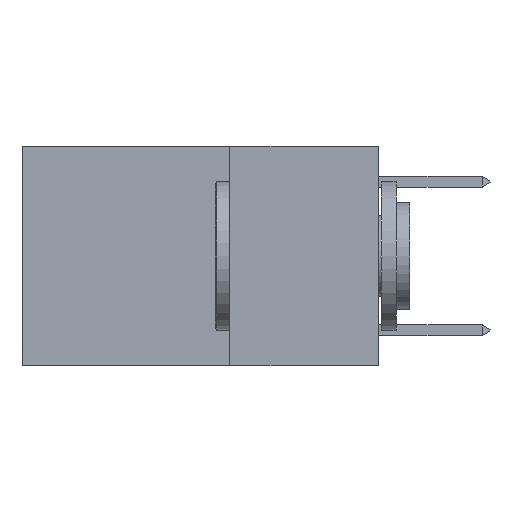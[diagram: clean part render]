
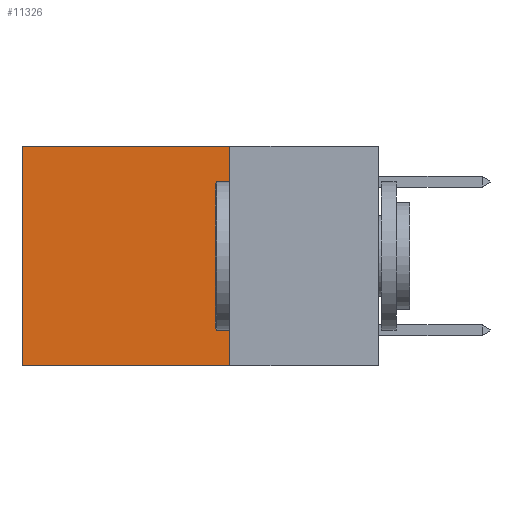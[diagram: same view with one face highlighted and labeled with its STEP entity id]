
A CAD part, left-side view. The second image highlights one B-rep face of the part: STEP entity #11326.
In plain terms, the highlighted planar face has unit normal (-1, 0, 0).
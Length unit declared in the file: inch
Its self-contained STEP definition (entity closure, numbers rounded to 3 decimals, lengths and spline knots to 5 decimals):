
#354 = ORIENTED_EDGE ( 'NONE', *, *, #27933, .F. ) ;
#991 = ORIENTED_EDGE ( 'NONE', *, *, #7651, .T. ) ;
#1602 = CARTESIAN_POINT ( 'NONE',  ( 0.2625, 0.6, 0. ) ) ;
#1772 = LINE ( 'NONE', #24196, #8864 ) ;
#2464 = FACE_OUTER_BOUND ( 'NONE', #10705, .T. ) ;
#2610 = DIRECTION ( 'NONE',  ( 0., 0., -1. ) ) ;
#4098 = LINE ( 'NONE', #13398, #19364 ) ;
#6811 = EDGE_CURVE ( 'NONE', #8363, #28236, #7418, .T. ) ;
#7360 = DIRECTION ( 'NONE',  ( 1., 0., 0. ) ) ;
#7418 = LINE ( 'NONE', #23157, #7429 ) ;
#7429 = VECTOR ( 'NONE', #14043, 39.37008 ) ;
#7651 = EDGE_CURVE ( 'NONE', #25263, #12403, #4098, .T. ) ;
#8363 = VERTEX_POINT ( 'NONE', #12648 ) ;
#8864 = VECTOR ( 'NONE', #17269, 39.37008 ) ;
#8965 = LINE ( 'NONE', #20592, #17958 ) ;
#8972 = DIRECTION ( 'NONE',  ( 0., 0., -1. ) ) ;
#9122 = DIRECTION ( 'NONE',  ( 0., 1., 0. ) ) ;
#10705 = EDGE_LOOP ( 'NONE', ( #991, #354, #12110, #15271 ) ) ;
#10847 = CARTESIAN_POINT ( 'NONE',  ( 0.2625, 0.25, -0.37 ) ) ;
#11326 = ADVANCED_FACE ( 'NONE', ( #2464 ), #11496, .F. ) ;
#11496 = PLANE ( 'NONE',  #26993 ) ;
#12110 = ORIENTED_EDGE ( 'NONE', *, *, #6811, .F. ) ;
#12403 = VERTEX_POINT ( 'NONE', #27211 ) ;
#12648 = CARTESIAN_POINT ( 'NONE',  ( 0.2625, 0.25, 0. ) ) ;
#13398 = CARTESIAN_POINT ( 'NONE',  ( 0.2625, 0.6, 0. ) ) ;
#14043 = DIRECTION ( 'NONE',  ( 0., 0., -1. ) ) ;
#15271 = ORIENTED_EDGE ( 'NONE', *, *, #23315, .T. ) ;
#17269 = DIRECTION ( 'NONE',  ( 0., 1., 0. ) ) ;
#17958 = VECTOR ( 'NONE', #9122, 39.37008 ) ;
#19364 = VECTOR ( 'NONE', #8972, 39.37008 ) ;
#20592 = CARTESIAN_POINT ( 'NONE',  ( 0.2625, 0.25, -0.37 ) ) ;
#23157 = CARTESIAN_POINT ( 'NONE',  ( 0.2625, 0.25, 0. ) ) ;
#23315 = EDGE_CURVE ( 'NONE', #8363, #25263, #1772, .T. ) ;
#24196 = CARTESIAN_POINT ( 'NONE',  ( 0.2625, 0.25, 0. ) ) ;
#25042 = CARTESIAN_POINT ( 'NONE',  ( 0.2625, 0.25, 0. ) ) ;
#25263 = VERTEX_POINT ( 'NONE', #1602 ) ;
#26993 = AXIS2_PLACEMENT_3D ( 'NONE', #25042, #7360, #2610 ) ;
#27211 = CARTESIAN_POINT ( 'NONE',  ( 0.2625, 0.6, -0.37 ) ) ;
#27933 = EDGE_CURVE ( 'NONE', #28236, #12403, #8965, .T. ) ;
#28236 = VERTEX_POINT ( 'NONE', #10847 ) ;
